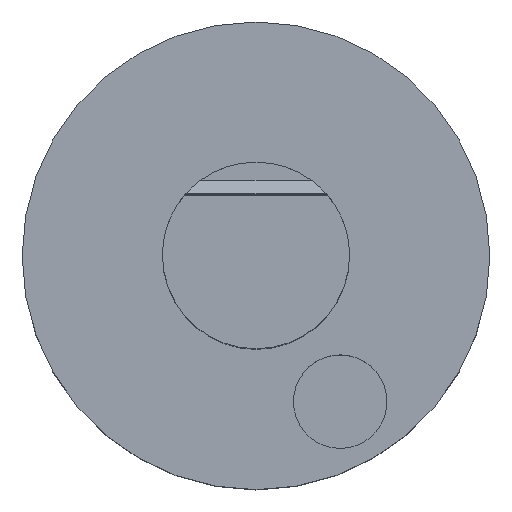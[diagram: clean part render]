
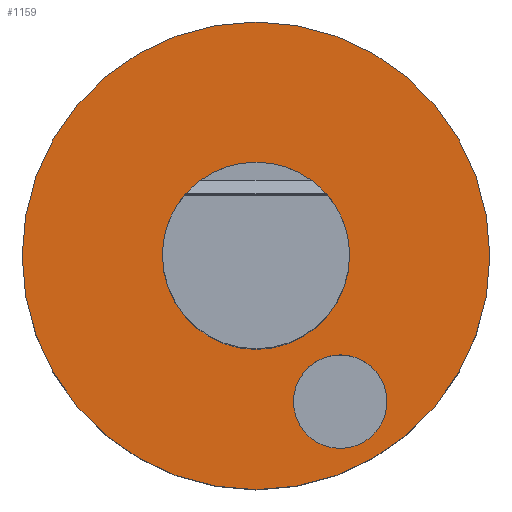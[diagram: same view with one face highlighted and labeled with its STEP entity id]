
A CAD part, top view. The second image highlights one B-rep face of the part: STEP entity #1159.
In plain terms, the highlighted planar face has unit normal (0, 0, 1).
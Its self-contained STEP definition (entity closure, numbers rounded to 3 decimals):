
#16 = CARTESIAN_POINT ( 'NONE',  ( 0., 10., -40. ) ) ;
#44 = EDGE_LOOP ( 'NONE', ( #89, #493 ) ) ;
#89 = ORIENTED_EDGE ( 'NONE', *, *, #1511, .F. ) ;
#96 = DIRECTION ( 'NONE',  ( 0., 0., 1. ) ) ;
#100 = VERTEX_POINT ( 'NONE', #850 ) ;
#132 = CARTESIAN_POINT ( 'NONE',  ( 4., -15.588, -40. ) ) ;
#138 = DIRECTION ( 'NONE',  ( 0., 0., 1. ) ) ;
#220 = EDGE_CURVE ( 'NONE', #1398, #631, #1215, .T. ) ;
#222 = EDGE_LOOP ( 'NONE', ( #669, #1383 ) ) ;
#231 = FACE_BOUND ( 'NONE', #222, .T. ) ;
#239 = DIRECTION ( 'NONE',  ( 1., 0., 0. ) ) ;
#291 = AXIS2_PLACEMENT_3D ( 'NONE', #1238, #1231, #960 ) ;
#317 = AXIS2_PLACEMENT_3D ( 'NONE', #998, #362, #1516 ) ;
#336 = ORIENTED_EDGE ( 'NONE', *, *, #220, .T. ) ;
#355 = CARTESIAN_POINT ( 'NONE',  ( 14., -15.588, -40. ) ) ;
#362 = DIRECTION ( 'NONE',  ( 0., 0., 1. ) ) ;
#363 = CIRCLE ( 'NONE', #1267, 10. ) ;
#400 = CIRCLE ( 'NONE', #317, 5. ) ;
#421 = CARTESIAN_POINT ( 'NONE',  ( 0., 0., -40. ) ) ;
#465 = ORIENTED_EDGE ( 'NONE', *, *, #1067, .T. ) ;
#493 = ORIENTED_EDGE ( 'NONE', *, *, #883, .F. ) ;
#585 = CARTESIAN_POINT ( 'NONE',  ( -25., 0., -40. ) ) ;
#596 = AXIS2_PLACEMENT_3D ( 'NONE', #16, #948, #1209 ) ;
#616 = CIRCLE ( 'NONE', #291, 10. ) ;
#631 = VERTEX_POINT ( 'NONE', #1214 ) ;
#661 = CIRCLE ( 'NONE', #1205, 25. ) ;
#669 = ORIENTED_EDGE ( 'NONE', *, *, #1691, .F. ) ;
#753 = VERTEX_POINT ( 'NONE', #1612 ) ;
#786 = VERTEX_POINT ( 'NONE', #355 ) ;
#812 = CIRCLE ( 'NONE', #1322, 5. ) ;
#813 = PLANE ( 'NONE',  #596 ) ;
#850 = CARTESIAN_POINT ( 'NONE',  ( 10., 0., -40. ) ) ;
#883 = EDGE_CURVE ( 'NONE', #1257, #786, #400, .T. ) ;
#885 = CARTESIAN_POINT ( 'NONE',  ( 0., 0., -40. ) ) ;
#948 = DIRECTION ( 'NONE',  ( 0., 0., -1. ) ) ;
#960 = DIRECTION ( 'NONE',  ( 1., 0., 0. ) ) ;
#998 = CARTESIAN_POINT ( 'NONE',  ( 9., -15.588, -40. ) ) ;
#1008 = CARTESIAN_POINT ( 'NONE',  ( 9., -15.588, -40. ) ) ;
#1022 = DIRECTION ( 'NONE',  ( 1., 0., 0. ) ) ;
#1059 = DIRECTION ( 'NONE',  ( 1., 0., 0. ) ) ;
#1067 = EDGE_CURVE ( 'NONE', #631, #1398, #661, .T. ) ;
#1159 = ADVANCED_FACE ( 'NONE', ( #1436, #231, #1600 ), #813, .F. ) ;
#1205 = AXIS2_PLACEMENT_3D ( 'NONE', #1591, #138, #1452 ) ;
#1209 = DIRECTION ( 'NONE',  ( -1., 0., 0. ) ) ;
#1214 = CARTESIAN_POINT ( 'NONE',  ( 25., 0., -40. ) ) ;
#1215 = CIRCLE ( 'NONE', #1461, 25. ) ;
#1231 = DIRECTION ( 'NONE',  ( 0., 0., 1. ) ) ;
#1238 = CARTESIAN_POINT ( 'NONE',  ( 0., 0., -40. ) ) ;
#1257 = VERTEX_POINT ( 'NONE', #132 ) ;
#1267 = AXIS2_PLACEMENT_3D ( 'NONE', #421, #1450, #1059 ) ;
#1322 = AXIS2_PLACEMENT_3D ( 'NONE', #1008, #1658, #239 ) ;
#1383 = ORIENTED_EDGE ( 'NONE', *, *, #1416, .F. ) ;
#1398 = VERTEX_POINT ( 'NONE', #585 ) ;
#1416 = EDGE_CURVE ( 'NONE', #753, #100, #616, .T. ) ;
#1436 = FACE_BOUND ( 'NONE', #44, .T. ) ;
#1450 = DIRECTION ( 'NONE',  ( 0., 0., 1. ) ) ;
#1452 = DIRECTION ( 'NONE',  ( 1., 0., 0. ) ) ;
#1461 = AXIS2_PLACEMENT_3D ( 'NONE', #885, #96, #1022 ) ;
#1511 = EDGE_CURVE ( 'NONE', #786, #1257, #812, .T. ) ;
#1516 = DIRECTION ( 'NONE',  ( 1., 0., 0. ) ) ;
#1570 = EDGE_LOOP ( 'NONE', ( #465, #336 ) ) ;
#1591 = CARTESIAN_POINT ( 'NONE',  ( 0., 0., -40. ) ) ;
#1600 = FACE_OUTER_BOUND ( 'NONE', #1570, .T. ) ;
#1612 = CARTESIAN_POINT ( 'NONE',  ( -10., 0., -40. ) ) ;
#1658 = DIRECTION ( 'NONE',  ( 0., 0., 1. ) ) ;
#1691 = EDGE_CURVE ( 'NONE', #100, #753, #363, .T. ) ;
